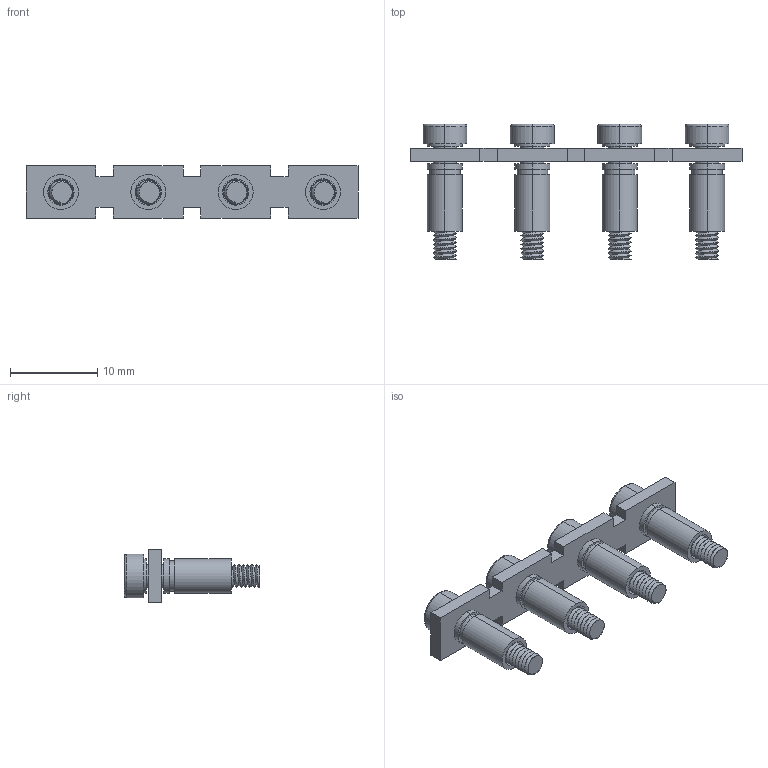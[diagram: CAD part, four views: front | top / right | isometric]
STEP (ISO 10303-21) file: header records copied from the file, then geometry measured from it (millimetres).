
FILE_DESCRIPTION (( 'STEP AP214' ), '1' );
FILE_NAME ('KN-4J6.step', '2015-05-04T11:22:49', ( '' ), ( '' ), 'SwSTEP 2.0', 'SolidWorks 2014', '' );
FILE_SCHEMA (( 'AUTOMOTIVE_DESIGN' ));
Length unit declared in the file: millimetre
Products named in the file (1): KN-4J6
Bounding box: 38 x 15.5 x 6 mm (x, y, z)
Volume: 878.1 mm3; surface area: 2337.9 mm2
Topology: 13 solids, 13 shells, 202 faces, 460 edges, 300 vertices
Faces by surface type: plane 94, cylinder 84, bspline 16, torus 8
Entity records: 9534 total; most frequent: CARTESIAN_POINT 4151, DIRECTION 982, ORIENTED_EDGE 920, EDGE_CURVE 460, AXIS2_PLACEMENT_3D 375, VERTEX_POINT 300, EDGE_LOOP 242, LINE 232
